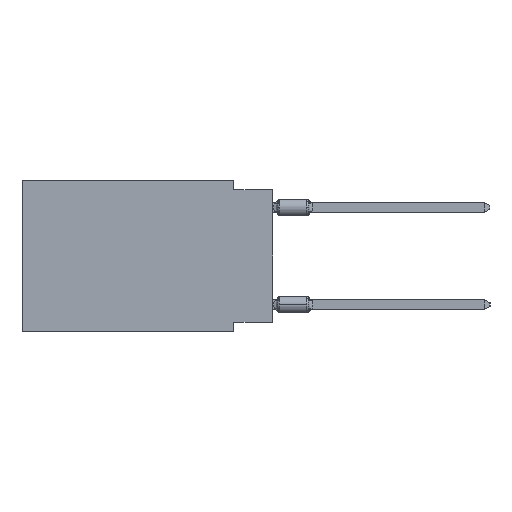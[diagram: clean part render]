
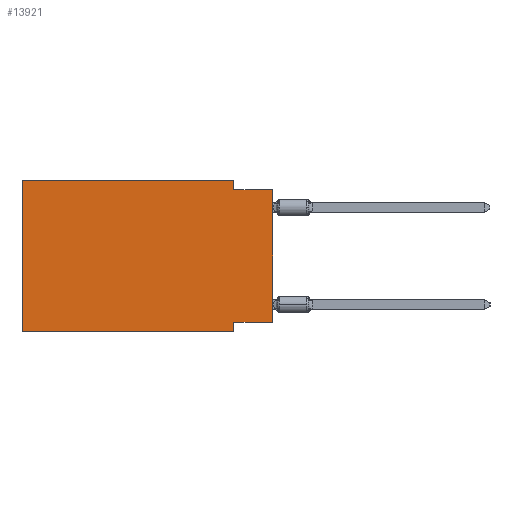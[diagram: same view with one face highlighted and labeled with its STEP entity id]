
A CAD part, left-side view. The second image highlights one B-rep face of the part: STEP entity #13921.
In plain terms, the highlighted planar face has unit normal (-1, 0, 0).
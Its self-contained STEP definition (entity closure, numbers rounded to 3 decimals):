
#13 = DIRECTION ( 'NONE',  ( 1., 0., 0. ) ) ;
#342 = CARTESIAN_POINT ( 'NONE',  ( 0., 2.54, 0. ) ) ;
#764 = VECTOR ( 'NONE', #32948, 1000. ) ;
#1029 = VECTOR ( 'NONE', #5712, 1000. ) ;
#1032 = CARTESIAN_POINT ( 'NONE',  ( 0., 16.383, 0. ) ) ;
#1685 = CARTESIAN_POINT ( 'NONE',  ( 0., 16.383, 0. ) ) ;
#2074 = CARTESIAN_POINT ( 'NONE',  ( 0., 2.54, -0.635 ) ) ;
#2090 = DIRECTION ( 'NONE',  ( 0., 0., -1. ) ) ;
#5712 = DIRECTION ( 'NONE',  ( 0., 1., 0. ) ) ;
#6326 = ORIENTED_EDGE ( 'NONE', *, *, #32280, .F. ) ;
#6372 = CARTESIAN_POINT ( 'NONE',  ( 0., 16.383, -9.906 ) ) ;
#9945 = CARTESIAN_POINT ( 'NONE',  ( 0., 16.383, -9.906 ) ) ;
#10514 = CARTESIAN_POINT ( 'NONE',  ( 0., 2.54, -9.906 ) ) ;
#10544 = EDGE_LOOP ( 'NONE', ( #38518, #43324, #6326, #23673, #31434, #64333, #54251, #16653 ) ) ;
#13364 = CARTESIAN_POINT ( 'NONE',  ( 0., 2.54, -9.271 ) ) ;
#13921 = ADVANCED_FACE ( 'NONE', ( #45886 ), #45551, .F. ) ;
#14335 = VECTOR ( 'NONE', #60535, 1000. ) ;
#15204 = AXIS2_PLACEMENT_3D ( 'NONE', #35495, #13, #24449 ) ;
#16653 = ORIENTED_EDGE ( 'NONE', *, *, #57342, .F. ) ;
#20018 = CARTESIAN_POINT ( 'NONE',  ( 0., 0., -9.271 ) ) ;
#23673 = ORIENTED_EDGE ( 'NONE', *, *, #24774, .F. ) ;
#24034 = LINE ( 'NONE', #34392, #14335 ) ;
#24449 = DIRECTION ( 'NONE',  ( 0., 0., -1. ) ) ;
#24774 = EDGE_CURVE ( 'NONE', #25787, #46366, #42498, .T. ) ;
#25787 = VERTEX_POINT ( 'NONE', #1032 ) ;
#26783 = DIRECTION ( 'NONE',  ( 0., -1., 0. ) ) ;
#30906 = DIRECTION ( 'NONE',  ( 0., 0., 1. ) ) ;
#31141 = LINE ( 'NONE', #60970, #1029 ) ;
#31434 = ORIENTED_EDGE ( 'NONE', *, *, #43371, .F. ) ;
#31564 = CARTESIAN_POINT ( 'NONE',  ( 0., 2.54, -9.906 ) ) ;
#32125 = VECTOR ( 'NONE', #26783, 1000. ) ;
#32280 = EDGE_CURVE ( 'NONE', #46366, #41757, #24034, .T. ) ;
#32559 = LINE ( 'NONE', #31564, #59368 ) ;
#32948 = DIRECTION ( 'NONE',  ( 0., 0., 1. ) ) ;
#33967 = VECTOR ( 'NONE', #43497, 1000. ) ;
#34313 = VERTEX_POINT ( 'NONE', #65772 ) ;
#34392 = CARTESIAN_POINT ( 'NONE',  ( 0., 2.54, 0. ) ) ;
#35495 = CARTESIAN_POINT ( 'NONE',  ( 0., 16.383, 0. ) ) ;
#36689 = VERTEX_POINT ( 'NONE', #10514 ) ;
#38518 = ORIENTED_EDGE ( 'NONE', *, *, #53241, .T. ) ;
#38628 = LINE ( 'NONE', #59067, #764 ) ;
#38696 = VERTEX_POINT ( 'NONE', #9945 ) ;
#40506 = CARTESIAN_POINT ( 'NONE',  ( 0., 0., -0.635 ) ) ;
#41757 = VERTEX_POINT ( 'NONE', #2074 ) ;
#42498 = LINE ( 'NONE', #44161, #33967 ) ;
#43324 = ORIENTED_EDGE ( 'NONE', *, *, #46349, .F. ) ;
#43371 = EDGE_CURVE ( 'NONE', #38696, #25787, #45647, .T. ) ;
#43497 = DIRECTION ( 'NONE',  ( 0., -1., 0. ) ) ;
#44161 = CARTESIAN_POINT ( 'NONE',  ( 0., 16.383, 0. ) ) ;
#44877 = LINE ( 'NONE', #40506, #45704 ) ;
#45551 = PLANE ( 'NONE',  #15204 ) ;
#45647 = LINE ( 'NONE', #1685, #51831 ) ;
#45704 = VECTOR ( 'NONE', #60302, 1000. ) ;
#45886 = FACE_OUTER_BOUND ( 'NONE', #10544, .T. ) ;
#46349 = EDGE_CURVE ( 'NONE', #41757, #34313, #44877, .T. ) ;
#46366 = VERTEX_POINT ( 'NONE', #342 ) ;
#47882 = VERTEX_POINT ( 'NONE', #20018 ) ;
#49013 = VERTEX_POINT ( 'NONE', #13364 ) ;
#51625 = EDGE_CURVE ( 'NONE', #49013, #36689, #32559, .T. ) ;
#51831 = VECTOR ( 'NONE', #30906, 1000. ) ;
#52230 = LINE ( 'NONE', #6372, #32125 ) ;
#53241 = EDGE_CURVE ( 'NONE', #47882, #34313, #38628, .T. ) ;
#54251 = ORIENTED_EDGE ( 'NONE', *, *, #51625, .F. ) ;
#57342 = EDGE_CURVE ( 'NONE', #47882, #49013, #31141, .T. ) ;
#59067 = CARTESIAN_POINT ( 'NONE',  ( 0., 0., 0. ) ) ;
#59368 = VECTOR ( 'NONE', #2090, 1000. ) ;
#59816 = EDGE_CURVE ( 'NONE', #38696, #36689, #52230, .T. ) ;
#60302 = DIRECTION ( 'NONE',  ( 0., -1., 0. ) ) ;
#60535 = DIRECTION ( 'NONE',  ( 0., 0., -1. ) ) ;
#60970 = CARTESIAN_POINT ( 'NONE',  ( 0., 0., -9.271 ) ) ;
#64333 = ORIENTED_EDGE ( 'NONE', *, *, #59816, .T. ) ;
#65772 = CARTESIAN_POINT ( 'NONE',  ( 0., 0., -0.635 ) ) ;
